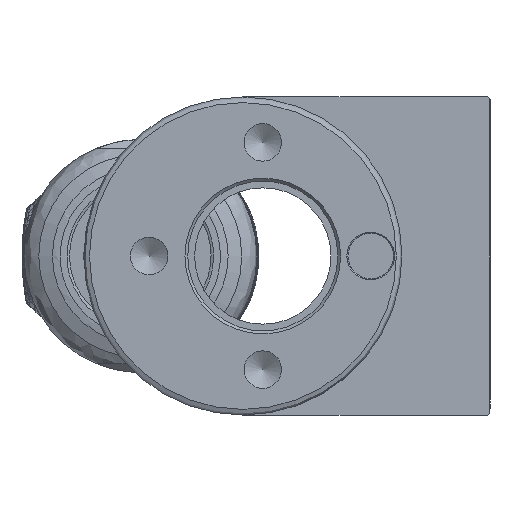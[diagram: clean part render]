
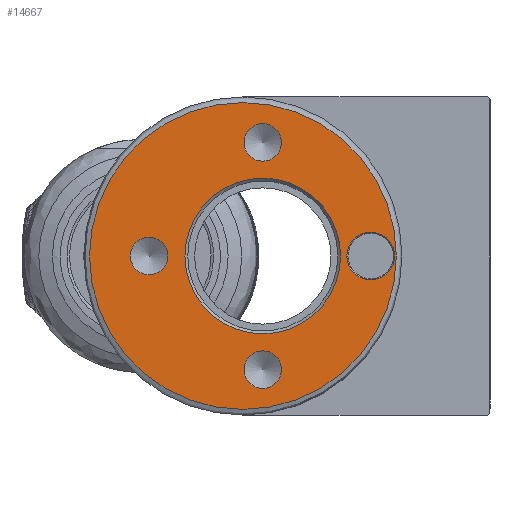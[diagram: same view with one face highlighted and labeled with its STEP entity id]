
A CAD part, left-side view. The second image highlights one B-rep face of the part: STEP entity #14667.
In plain terms, the highlighted planar face has unit normal (-1, 0, 0).
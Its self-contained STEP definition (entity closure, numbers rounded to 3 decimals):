
#971 = CARTESIAN_POINT ( 'NONE',  ( 0., 0., -13.5 ) ) ;
#1002 = ORIENTED_EDGE ( 'NONE', *, *, #28130, .F. ) ;
#1089 = CIRCLE ( 'NONE', #46890, 13.5 ) ;
#1431 = DIRECTION ( 'NONE',  ( 0., 0., -1. ) ) ;
#1719 = DIRECTION ( 'NONE',  ( 1., 0., 0. ) ) ;
#6586 = EDGE_LOOP ( 'NONE', ( #30093 ) ) ;
#6609 = FACE_BOUND ( 'NONE', #37527, .T. ) ;
#7053 = DIRECTION ( 'NONE',  ( 0., 0., 1. ) ) ;
#7056 = AXIS2_PLACEMENT_3D ( 'NONE', #16597, #34145, #43316 ) ;
#8138 = CARTESIAN_POINT ( 'NONE',  ( 0., 0., 0. ) ) ;
#10900 = FACE_BOUND ( 'NONE', #39682, .T. ) ;
#11181 = CARTESIAN_POINT ( 'NONE',  ( 0., 0., 0. ) ) ;
#11431 = DIRECTION ( 'NONE',  ( 0., 0., 1. ) ) ;
#12522 = EDGE_CURVE ( 'NONE', #26274, #26274, #1089, .T. ) ;
#14667 = ADVANCED_FACE ( 'NONE', ( #10900, #50275, #45959, #24409, #6609, #41663 ), #45112, .F. ) ;
#16597 = CARTESIAN_POINT ( 'NONE',  ( 0., 8.25, 0. ) ) ;
#17614 = EDGE_CURVE ( 'NONE', #44371, #44371, #18049, .T. ) ;
#17651 = CARTESIAN_POINT ( 'NONE',  ( 0., 8.25, 1.65 ) ) ;
#17929 = EDGE_CURVE ( 'NONE', #30591, #30591, #33678, .T. ) ;
#18049 = CIRCLE ( 'NONE', #24476, 1.65 ) ;
#18765 = AXIS2_PLACEMENT_3D ( 'NONE', #46485, #37896, #11431 ) ;
#18813 = CIRCLE ( 'NONE', #18765, 2.1 ) ;
#19092 = CARTESIAN_POINT ( 'NONE',  ( 0., -11.25, 2.1 ) ) ;
#19368 = VERTEX_POINT ( 'NONE', #19092 ) ;
#19401 = CARTESIAN_POINT ( 'NONE',  ( 0., -1.75, -10. ) ) ;
#19685 = EDGE_LOOP ( 'NONE', ( #40124 ) ) ;
#23023 = VERTEX_POINT ( 'NONE', #41158 ) ;
#23834 = AXIS2_PLACEMENT_3D ( 'NONE', #55103, #54820, #27841 ) ;
#24409 = FACE_BOUND ( 'NONE', #6586, .T. ) ;
#24476 = AXIS2_PLACEMENT_3D ( 'NONE', #28834, #46355, #37761 ) ;
#25648 = CARTESIAN_POINT ( 'NONE',  ( 0., -1.75, -6.85 ) ) ;
#26274 = VERTEX_POINT ( 'NONE', #971 ) ;
#27841 = DIRECTION ( 'NONE',  ( 0., 0., -1. ) ) ;
#28130 = EDGE_CURVE ( 'NONE', #19368, #19368, #18813, .T. ) ;
#28834 = CARTESIAN_POINT ( 'NONE',  ( 0., -1.75, 10. ) ) ;
#30093 = ORIENTED_EDGE ( 'NONE', *, *, #17929, .F. ) ;
#30504 = ORIENTED_EDGE ( 'NONE', *, *, #39569, .T. ) ;
#30591 = VERTEX_POINT ( 'NONE', #17651 ) ;
#31409 = CIRCLE ( 'NONE', #32391, 1.65 ) ;
#31728 = CARTESIAN_POINT ( 'NONE',  ( 0., -1.75, 11.65 ) ) ;
#32391 = AXIS2_PLACEMENT_3D ( 'NONE', #19401, #36970, #7053 ) ;
#33678 = CIRCLE ( 'NONE', #7056, 1.65 ) ;
#34145 = DIRECTION ( 'NONE',  ( -1., 0., 0. ) ) ;
#36970 = DIRECTION ( 'NONE',  ( -1., 0., 0. ) ) ;
#37527 = EDGE_LOOP ( 'NONE', ( #51138 ) ) ;
#37761 = DIRECTION ( 'NONE',  ( 0., 0., 1. ) ) ;
#37896 = DIRECTION ( 'NONE',  ( -1., 0., 0. ) ) ;
#39147 = DIRECTION ( 'NONE',  ( -1., 0., 0. ) ) ;
#39569 = EDGE_CURVE ( 'NONE', #47491, #47491, #52277, .T. ) ;
#39682 = EDGE_LOOP ( 'NONE', ( #30504 ) ) ;
#40124 = ORIENTED_EDGE ( 'NONE', *, *, #53301, .F. ) ;
#41158 = CARTESIAN_POINT ( 'NONE',  ( 0., -1.75, -8.35 ) ) ;
#41663 = FACE_OUTER_BOUND ( 'NONE', #50730, .T. ) ;
#43316 = DIRECTION ( 'NONE',  ( 0., 0., 1. ) ) ;
#44371 = VERTEX_POINT ( 'NONE', #31728 ) ;
#45112 = PLANE ( 'NONE',  #51595 ) ;
#45959 = FACE_BOUND ( 'NONE', #19685, .T. ) ;
#46355 = DIRECTION ( 'NONE',  ( -1., 0., 0. ) ) ;
#46485 = CARTESIAN_POINT ( 'NONE',  ( 0., -11.25, 0. ) ) ;
#46890 = AXIS2_PLACEMENT_3D ( 'NONE', #8138, #39147, #55819 ) ;
#47491 = VERTEX_POINT ( 'NONE', #25648 ) ;
#49750 = ORIENTED_EDGE ( 'NONE', *, *, #12522, .T. ) ;
#50275 = FACE_BOUND ( 'NONE', #52127, .T. ) ;
#50730 = EDGE_LOOP ( 'NONE', ( #49750 ) ) ;
#51138 = ORIENTED_EDGE ( 'NONE', *, *, #17614, .F. ) ;
#51595 = AXIS2_PLACEMENT_3D ( 'NONE', #11181, #1719, #1431 ) ;
#52127 = EDGE_LOOP ( 'NONE', ( #1002 ) ) ;
#52277 = CIRCLE ( 'NONE', #23834, 6.85 ) ;
#53301 = EDGE_CURVE ( 'NONE', #23023, #23023, #31409, .T. ) ;
#54820 = DIRECTION ( 'NONE',  ( 1., 0., 0. ) ) ;
#55103 = CARTESIAN_POINT ( 'NONE',  ( 0., -1.75, 0. ) ) ;
#55819 = DIRECTION ( 'NONE',  ( 0., 0., -1. ) ) ;
